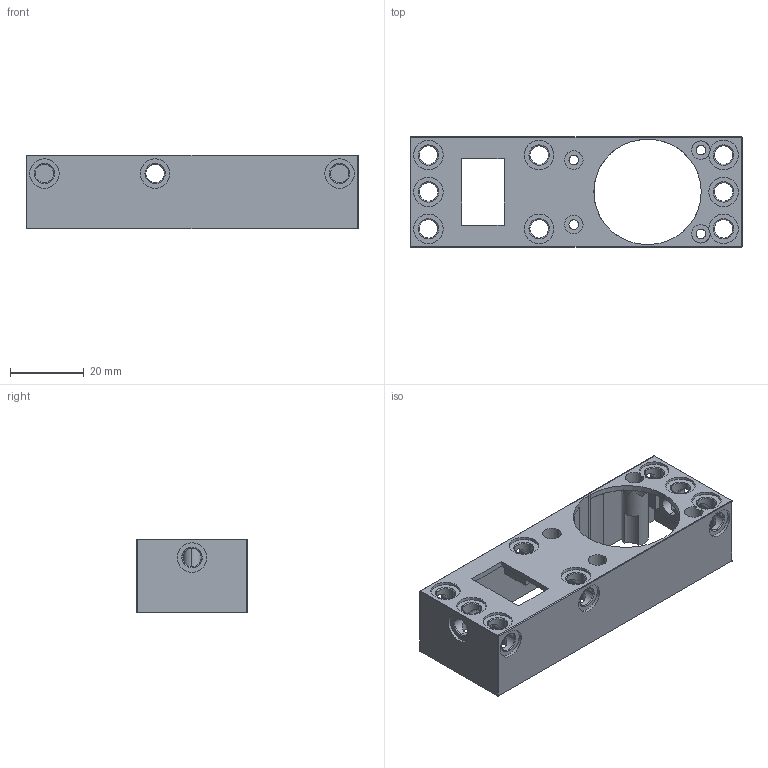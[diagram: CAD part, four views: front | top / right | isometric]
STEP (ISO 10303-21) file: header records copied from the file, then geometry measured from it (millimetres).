
FILE_DESCRIPTION (( 'STEP AP203' ), '1' );
FILE_NAME ('MOcA_2.STEP', '2019-02-21T11:08:16', ( '' ), ( '' ), 'SwSTEP 2.0', 'SolidWorks 2018', '' );
FILE_SCHEMA (( 'CONFIG_CONTROL_DESIGN' ));
Length unit declared in the file: millimetre
Products named in the file (1): MOcA_2
Bounding box: 90 x 30 x 20 mm (x, y, z)
Volume: 12216.8 mm3; surface area: 15984.1 mm2
Topology: 1 solids, 1 shells, 276 faces, 703 edges, 424 vertices
Faces by surface type: cylinder 145, plane 87, bspline 44
Entity records: 10343 total; most frequent: CARTESIAN_POINT 3723, ORIENTED_EDGE 1390, DIRECTION 1353, EDGE_CURVE 695, AXIS2_PLACEMENT_3D 515, VERTEX_POINT 424, EDGE_LOOP 339, VECTOR 323
